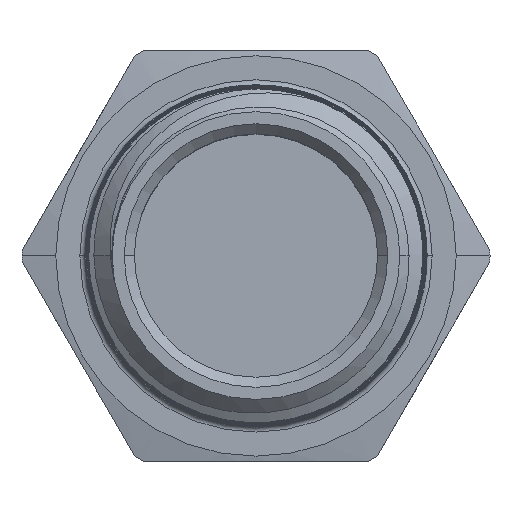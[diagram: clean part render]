
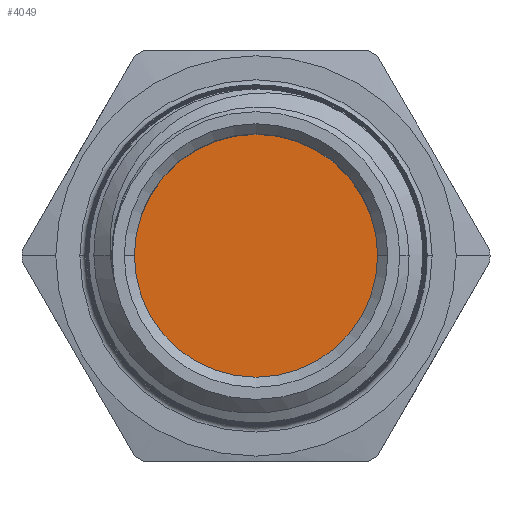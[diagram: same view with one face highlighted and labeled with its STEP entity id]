
A CAD part, top view. The second image highlights one B-rep face of the part: STEP entity #4049.
In plain terms, the highlighted planar face has unit normal (0, 0, 1).
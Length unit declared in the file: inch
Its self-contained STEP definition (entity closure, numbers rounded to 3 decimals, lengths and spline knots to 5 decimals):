
#112 = CIRCLE ( 'NONE', #830, 0.28 ) ;
#117 = CIRCLE ( 'NONE', #832, 0.28 ) ;
#163 = FACE_OUTER_BOUND ( 'NONE', #3845, .T. ) ;
#348 = PLANE ( 'NONE',  #863 ) ;
#357 = CARTESIAN_POINT ( 'NONE',  ( -0.28, 0., 0.02811 ) ) ;
#358 = DIRECTION ( 'NONE',  ( 0., 0., 1. ) ) ;
#359 = DIRECTION ( 'NONE',  ( 1., 0., 0. ) ) ;
#794 = EDGE_CURVE ( 'NONE', #943, #988, #112, .T. ) ;
#797 = EDGE_CURVE ( 'NONE', #988, #943, #117, .T. ) ;
#830 = AXIS2_PLACEMENT_3D ( 'NONE', #3413, #3414, #3415 ) ;
#832 = AXIS2_PLACEMENT_3D ( 'NONE', #3422, #3423, #3424 ) ;
#863 = AXIS2_PLACEMENT_3D ( 'NONE', #357, #358, #359 ) ;
#943 = VERTEX_POINT ( 'NONE', #3441 ) ;
#988 = VERTEX_POINT ( 'NONE', #3442 ) ;
#1039 = ORIENTED_EDGE ( 'NONE', *, *, #794, .F. ) ;
#1040 = ORIENTED_EDGE ( 'NONE', *, *, #797, .F. ) ;
#3413 = CARTESIAN_POINT ( 'NONE',  ( 0., 0., 0.02811 ) ) ;
#3414 = DIRECTION ( 'NONE',  ( 0., 0., -1. ) ) ;
#3415 = DIRECTION ( 'NONE',  ( 1., 0., 0. ) ) ;
#3422 = CARTESIAN_POINT ( 'NONE',  ( 0., 0., 0.02811 ) ) ;
#3423 = DIRECTION ( 'NONE',  ( 0., 0., -1. ) ) ;
#3424 = DIRECTION ( 'NONE',  ( 1., 0., 0. ) ) ;
#3441 = CARTESIAN_POINT ( 'NONE',  ( -0.28, 0., 0.02811 ) ) ;
#3442 = CARTESIAN_POINT ( 'NONE',  ( 0.28, 0., 0.02811 ) ) ;
#3845 = EDGE_LOOP ( 'NONE', ( #1039, #1040 ) ) ;
#4049 = ADVANCED_FACE ( 'NONE', ( #163 ), #348, .T. ) ;
